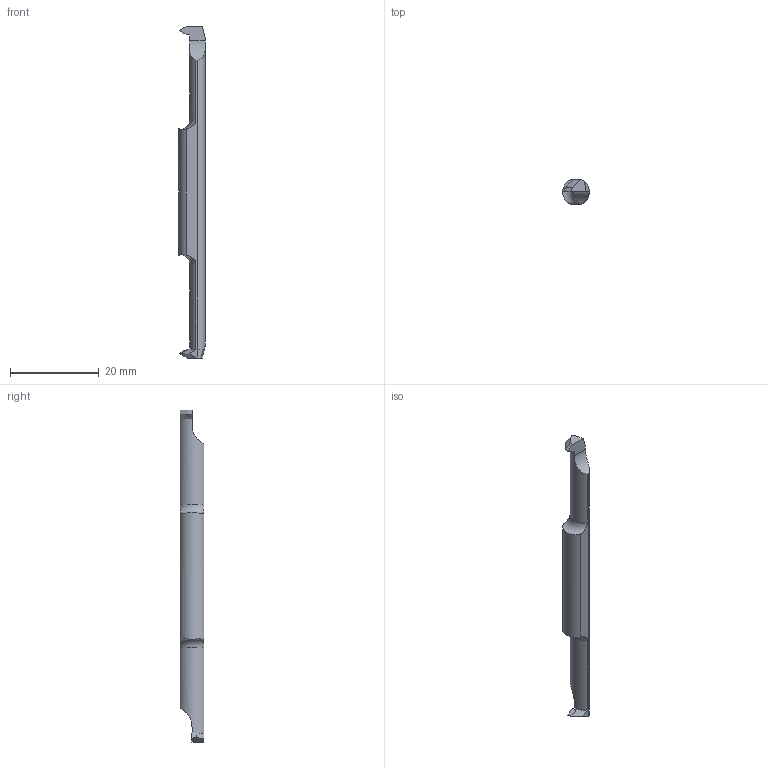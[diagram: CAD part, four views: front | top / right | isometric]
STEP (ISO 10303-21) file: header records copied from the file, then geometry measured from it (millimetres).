
FILE_DESCRIPTION(/* description */ (''),/* implementation_level */ '2;1');
FILE_NAME(/* name */ 'CT06RS-M10B_MR0_05.stp',/* time_stamp */ '2023-02-08T14:08:23+09:00',/* author */ (''),/* organization */ (''),/* preprocessor_version */ 'ST-DEVELOPER v16',/* originating_system */ 'SIEMENS PLM Software NX 10.0',/* authorisation */ '');
FILE_SCHEMA (('AUTOMOTIVE_DESIGN { 1 0 10303 214 3 1 1 1 }'));
Length unit declared in the file: millimetre
Products named in the file (1): CT06RS-M10B_MR0_05_ASM
Bounding box: 6 x 5.4 x 75 mm (x, y, z)
Volume: 1366.9 mm3; surface area: 1205.3 mm2
Topology: 2 solids, 2 shells, 34 faces, 101 edges, 78 vertices
Faces by surface type: plane 22, cylinder 8, extrusion 2, torus 2
Entity records: 1484 total; most frequent: CARTESIAN_POINT 489, ORIENTED_EDGE 190, DIRECTION 179, EDGE_CURVE 95, VECTOR 67, VERTEX_POINT 65, LINE 65, AXIS2_PLACEMENT_3D 56
